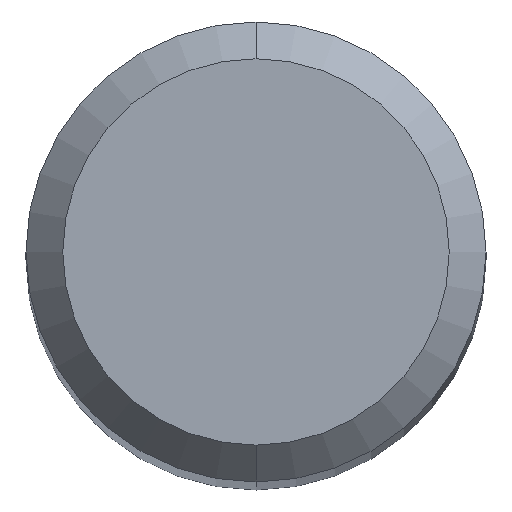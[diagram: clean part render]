
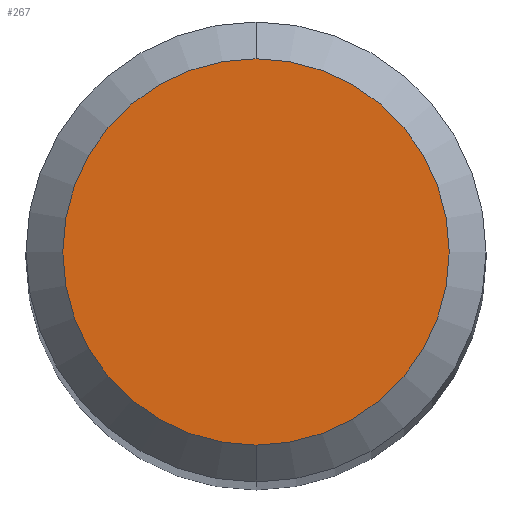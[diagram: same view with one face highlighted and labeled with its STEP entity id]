
A CAD part, top view. The second image highlights one B-rep face of the part: STEP entity #267.
In plain terms, the highlighted planar face has unit normal (0, 0, 1).
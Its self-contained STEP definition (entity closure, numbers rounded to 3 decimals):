
#221=VERTEX_POINT('',#608);
#267=ADVANCED_FACE('',(#663),#664,.T.);
#275=VERTEX_POINT('',#672);
#307=EDGE_CURVE('',#221,#275,#706,.T.);
#553=EDGE_CURVE('',#275,#221,#979,.T.);
#608=CARTESIAN_POINT('',(0.0,1.05,0.0));
#663=FACE_OUTER_BOUND('',#1104,.T.);
#664=PLANE('',#1105);
#672=CARTESIAN_POINT('',(0.,-1.05,0.0));
#706=CIRCLE('',#1203,1.05);
#979=CIRCLE('',#1678,1.05);
#1104=EDGE_LOOP('',(#1878,#1879));
#1105=AXIS2_PLACEMENT_3D('',#1880,#1881,#1882);
#1203=AXIS2_PLACEMENT_3D('',#1912,#1913,#1914);
#1678=AXIS2_PLACEMENT_3D('',#2229,#2230,#2231);
#1878=ORIENTED_EDGE('',*,*,#307,.F.);
#1879=ORIENTED_EDGE('',*,*,#553,.F.);
#1880=CARTESIAN_POINT('',(0.0,0.525,0.0));
#1881=DIRECTION('',(-0.0,0.0,1.0));
#1882=DIRECTION('',(0.0,-1.0,0.0));
#1912=CARTESIAN_POINT('',(0.0,0.0,0.0));
#1913=DIRECTION('',(0.0,0.0,-1.0));
#1914=DIRECTION('',(0.0,1.0,0.0));
#2229=CARTESIAN_POINT('',(0.0,0.0,0.0));
#2230=DIRECTION('',(0.0,0.0,-1.0));
#2231=DIRECTION('',(0.0,1.0,0.0));
